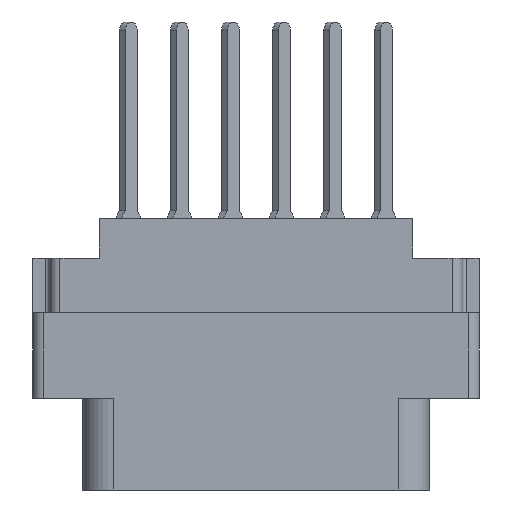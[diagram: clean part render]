
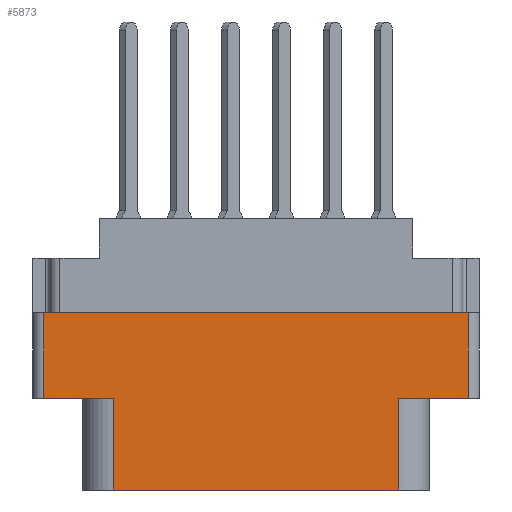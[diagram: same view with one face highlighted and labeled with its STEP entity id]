
A CAD part, front view. The second image highlights one B-rep face of the part: STEP entity #5873.
In plain terms, the highlighted planar face has unit normal (0, -1, 0).
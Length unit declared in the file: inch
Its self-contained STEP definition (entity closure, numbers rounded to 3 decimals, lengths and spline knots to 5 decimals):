
#54 = LINE ( 'NONE', #3076, #7919 ) ;
#336 = ORIENTED_EDGE ( 'NONE', *, *, #19379, .T. ) ;
#503 = LINE ( 'NONE', #3670, #1256 ) ;
#582 = DIRECTION ( 'NONE',  ( 0., 0., 1. ) ) ;
#817 = VERTEX_POINT ( 'NONE', #4827 ) ;
#869 = EDGE_CURVE ( 'NONE', #19506, #19698, #9674, .T. ) ;
#1256 = VECTOR ( 'NONE', #15701, 39.37008 ) ;
#1306 = ORIENTED_EDGE ( 'NONE', *, *, #6919, .F. ) ;
#1791 = ORIENTED_EDGE ( 'NONE', *, *, #19117, .F. ) ;
#1829 = VECTOR ( 'NONE', #19279, 39.37008 ) ;
#2783 = CARTESIAN_POINT ( 'NONE',  ( -0.624, -0.343, -0.277 ) ) ;
#2861 = DIRECTION ( 'NONE',  ( 0., 0., -1. ) ) ;
#2873 = DIRECTION ( 'NONE',  ( 1., 0., 0. ) ) ;
#2992 = DIRECTION ( 'NONE',  ( 0., -1., 0. ) ) ;
#3076 = CARTESIAN_POINT ( 'NONE',  ( -0.656, -0.343, -0.277 ) ) ;
#3241 = VERTEX_POINT ( 'NONE', #7587 ) ;
#3670 = CARTESIAN_POINT ( 'NONE',  ( 0., -0.343, -0.529 ) ) ;
#4043 = LINE ( 'NONE', #9600, #16637 ) ;
#4506 = PLANE ( 'NONE',  #7216 ) ;
#4732 = DIRECTION ( 'NONE',  ( -1., 0., 0. ) ) ;
#4827 = CARTESIAN_POINT ( 'NONE',  ( 0.624, -0.343, -0.277 ) ) ;
#5275 = EDGE_CURVE ( 'NONE', #19506, #13909, #503, .T. ) ;
#5487 = VECTOR ( 'NONE', #14714, 39.37008 ) ;
#5788 = EDGE_CURVE ( 'NONE', #15589, #19036, #18371, .T. ) ;
#5813 = VECTOR ( 'NONE', #15676, 39.37008 ) ;
#5873 = ADVANCED_FACE ( 'NONE', ( #6461 ), #4506, .T. ) ;
#6461 = FACE_OUTER_BOUND ( 'NONE', #11860, .T. ) ;
#6549 = CARTESIAN_POINT ( 'NONE',  ( -0.42, -0.343, -0.529 ) ) ;
#6798 = ORIENTED_EDGE ( 'NONE', *, *, #12838, .F. ) ;
#6919 = EDGE_CURVE ( 'NONE', #3241, #17744, #4043, .T. ) ;
#6997 = CARTESIAN_POINT ( 'NONE',  ( -0.624, -0.343, -0.798 ) ) ;
#7216 = AXIS2_PLACEMENT_3D ( 'NONE', #19491, #2992, #2861 ) ;
#7587 = CARTESIAN_POINT ( 'NONE',  ( 0.624, -0.343, -0.529 ) ) ;
#7919 = VECTOR ( 'NONE', #2873, 39.37008 ) ;
#8179 = CARTESIAN_POINT ( 'NONE',  ( 0.624, -0.343, -0.798 ) ) ;
#8507 = CARTESIAN_POINT ( 'NONE',  ( 0.42, -0.343, -0.529 ) ) ;
#8598 = ORIENTED_EDGE ( 'NONE', *, *, #5275, .T. ) ;
#9249 = LINE ( 'NONE', #19602, #10467 ) ;
#9590 = CARTESIAN_POINT ( 'NONE',  ( 0.42, -0.343, -0.798 ) ) ;
#9600 = CARTESIAN_POINT ( 'NONE',  ( 0., -0.343, -0.529 ) ) ;
#9674 = LINE ( 'NONE', #18956, #14443 ) ;
#10467 = VECTOR ( 'NONE', #19677, 39.37008 ) ;
#10698 = ORIENTED_EDGE ( 'NONE', *, *, #5788, .T. ) ;
#11860 = EDGE_LOOP ( 'NONE', ( #17173, #10698, #1791, #1306, #336, #6798, #13463, #8598 ) ) ;
#12452 = CARTESIAN_POINT ( 'NONE',  ( 0.42, -0.343, -0.529 ) ) ;
#12838 = EDGE_CURVE ( 'NONE', #19698, #817, #54, .T. ) ;
#12909 = CARTESIAN_POINT ( 'NONE',  ( -0.624, -0.343, -0.529 ) ) ;
#13463 = ORIENTED_EDGE ( 'NONE', *, *, #869, .F. ) ;
#13909 = VERTEX_POINT ( 'NONE', #6549 ) ;
#14443 = VECTOR ( 'NONE', #582, 39.37008 ) ;
#14714 = DIRECTION ( 'NONE',  ( 1., 0., 0. ) ) ;
#15589 = VERTEX_POINT ( 'NONE', #18471 ) ;
#15676 = DIRECTION ( 'NONE',  ( 0., 0., 1. ) ) ;
#15701 = DIRECTION ( 'NONE',  ( 1., 0., 0. ) ) ;
#16380 = EDGE_CURVE ( 'NONE', #13909, #15589, #9249, .T. ) ;
#16637 = VECTOR ( 'NONE', #4732, 39.37008 ) ;
#17173 = ORIENTED_EDGE ( 'NONE', *, *, #16380, .T. ) ;
#17744 = VERTEX_POINT ( 'NONE', #12452 ) ;
#17989 = LINE ( 'NONE', #8507, #1829 ) ;
#18213 = LINE ( 'NONE', #8179, #5813 ) ;
#18371 = LINE ( 'NONE', #6997, #5487 ) ;
#18471 = CARTESIAN_POINT ( 'NONE',  ( -0.42, -0.343, -0.798 ) ) ;
#18956 = CARTESIAN_POINT ( 'NONE',  ( -0.624, -0.343, -0.798 ) ) ;
#19036 = VERTEX_POINT ( 'NONE', #9590 ) ;
#19117 = EDGE_CURVE ( 'NONE', #17744, #19036, #17989, .T. ) ;
#19279 = DIRECTION ( 'NONE',  ( 0., 0., -1. ) ) ;
#19379 = EDGE_CURVE ( 'NONE', #3241, #817, #18213, .T. ) ;
#19491 = CARTESIAN_POINT ( 'NONE',  ( -0.624, -0.343, -0.798 ) ) ;
#19506 = VERTEX_POINT ( 'NONE', #12909 ) ;
#19602 = CARTESIAN_POINT ( 'NONE',  ( -0.42, -0.343, -0.529 ) ) ;
#19677 = DIRECTION ( 'NONE',  ( 0., 0., -1. ) ) ;
#19698 = VERTEX_POINT ( 'NONE', #2783 ) ;
